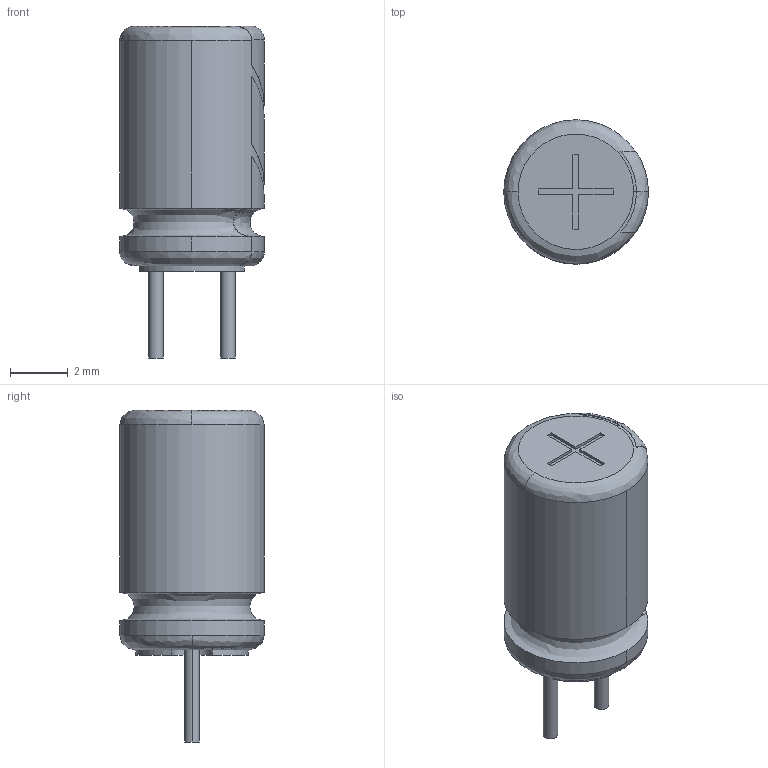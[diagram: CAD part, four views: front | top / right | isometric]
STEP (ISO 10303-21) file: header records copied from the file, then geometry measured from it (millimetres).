
FILE_DESCRIPTION (( 'STEP AP214' ), '1' );
FILE_NAME ('User Library-CAPAER_D050_L085_P025_W005X030.STEP', '2020-05-07T18:54:14', ( '' ), ( '' ), 'SwSTEP 2.0', 'SolidWorks 2019', '' );
FILE_SCHEMA (( 'AUTOMOTIVE_DESIGN' ));
Length unit declared in the file: millimetre
Products named in the file (2): User Library-CAPAER_D050_L085_P025_W005X030; CAPAER_D050_L085_P025_W005X030
Assembly tree (1 placements, depth 2):
  User Library-CAPAER_D050_L085_P025_W005X030
    CAPAER_D050_L085_P025_W005X030
Bounding box: 5.01 x 5 x 11.51 mm (x, y, z)
Volume: 158.4 mm3; surface area: 185.5 mm2
Topology: 1 solids, 1 shells, 82 faces, 217 edges, 144 vertices
Faces by surface type: plane 42, cylinder 27, bspline 11, cone 2
Entity records: 3439 total; most frequent: CARTESIAN_POINT 911, ORIENTED_EDGE 434, DIRECTION 382, EDGE_CURVE 217, VERTEX_POINT 144, AXIS2_PLACEMENT_3D 134, LINE 114, VECTOR 114
